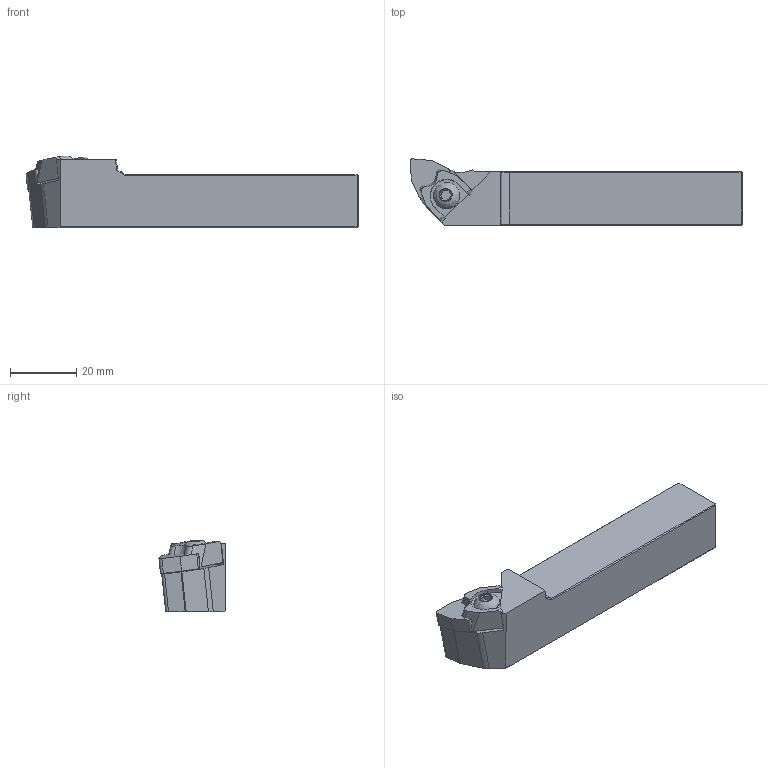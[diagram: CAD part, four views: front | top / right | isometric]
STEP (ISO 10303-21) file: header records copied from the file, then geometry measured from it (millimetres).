
FILE_DESCRIPTION(/* description */ (''),/* implementation_level */ '2;1');
FILE_NAME(/* name */ 'MWLNL-1616-H06.stp',/* time_stamp */ '2023-10-04T10:02:46+03:00',/* author */ (''),/* organization */ (''),/* preprocessor_version */ 'ST-DEVELOPER v19.4',/* originating_system */ 'SIEMENS PLM Software NX2306.3001',/* authorisation */ '');
FILE_SCHEMA (('AUTOMOTIVE_DESIGN { 1 0 10303 214 3 1 1 1 }'));
Length unit declared in the file: millimetre
Products named in the file (1): MWLNR-1616-H06
Bounding box: 99.93 x 19.92 x 21.66 mm (x, y, z)
Volume: 26048.7 mm3; surface area: 7619.1 mm2
Topology: 2 solids, 2 shells, 83 faces, 216 edges, 139 vertices
Faces by surface type: plane 66, cylinder 11, extrusion 3, cone 2, bspline 1
Full cylindrical faces by diameter (mm): 5.3 x1
Entity records: 2665 total; most frequent: CARTESIAN_POINT 617, ORIENTED_EDGE 420, DIRECTION 401, EDGE_CURVE 210, VECTOR 171, LINE 168, VERTEX_POINT 136, AXIS2_PLACEMENT_3D 115
